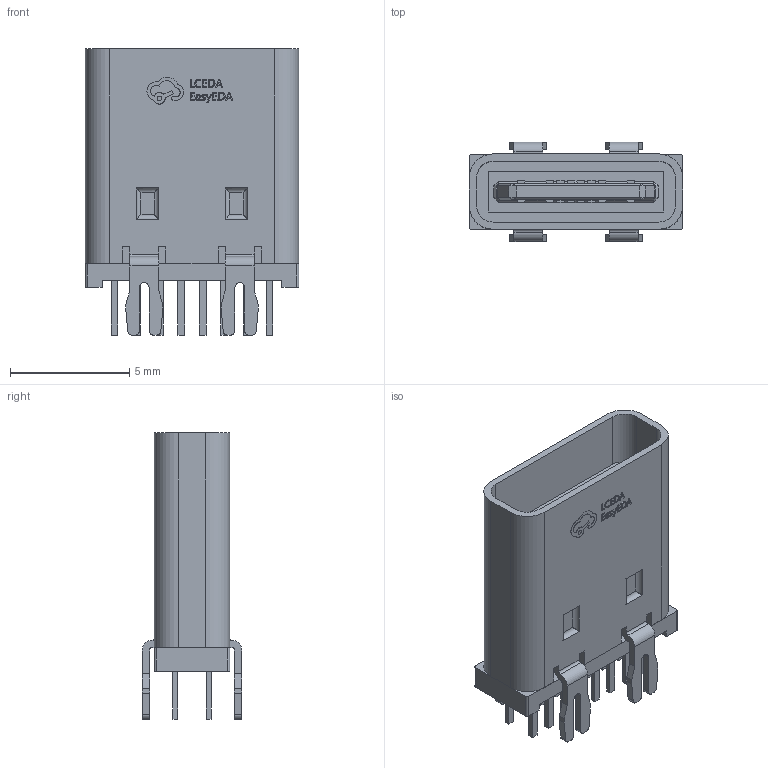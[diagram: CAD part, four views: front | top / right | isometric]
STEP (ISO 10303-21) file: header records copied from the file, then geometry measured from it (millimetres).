
FILE_DESCRIPTION (( 'STEP AP214' ), '1' );
FILE_NAME ('TYPE-C-TH_16PLC-H10.0.STEP', '2022-07-28T06:44:25', ( 'PC' ), ( 'Microsoft' ), 'SwSTEP 2.0', 'SolidWorks 2020', '' );
FILE_SCHEMA (( 'AUTOMOTIVE_DESIGN' ));
Length unit declared in the file: millimetre
Products named in the file (1): TYPE-C-TH_16PLC-H10.0
Bounding box: 8.94 x 4.16 x 12 mm (x, y, z)
Volume: 142 mm3; surface area: 682.3 mm2
Topology: 2 solids, 2 shells, 609 faces, 1619 edges, 1054 vertices
Faces by surface type: plane 447, bspline 98, cylinder 64
Entity records: 25859 total; most frequent: CARTESIAN_POINT 4637, ORIENTED_EDGE 3238, DIRECTION 2523, EDGE_CURVE 1619, VECTOR 1307, LINE 1307, VERTEX_POINT 1054, EDGE_LOOP 651
